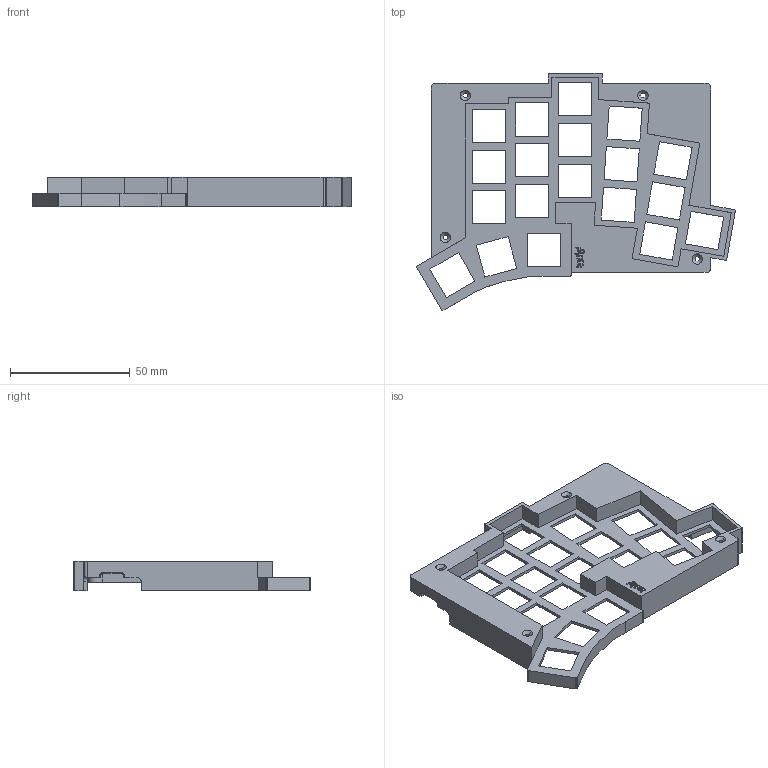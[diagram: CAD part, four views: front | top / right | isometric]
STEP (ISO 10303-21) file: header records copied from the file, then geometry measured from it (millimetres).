
FILE_DESCRIPTION (( 'STEP AP214' ), '1' );
FILE_NAME ('USB_C_Top_R.STEP', '2024-10-21T11:19:47', ( '' ), ( '' ), 'SwSTEP 2.0', 'SolidWorks 2024', '' );
FILE_SCHEMA (( 'AUTOMOTIVE_DESIGN' ));
Length unit declared in the file: millimetre
Products named in the file (1): USB_C_Top_R
Bounding box: 133.1 x 99.01 x 12.5 mm (x, y, z)
Volume: 18798.6 mm3; surface area: 27392.9 mm2
Topology: 1 solids, 1 shells, 490 faces, 1344 edges, 886 vertices
Faces by surface type: plane 370, cylinder 63, bspline 43, cone 14
Entity records: 15755 total; most frequent: CARTESIAN_POINT 3385, ORIENTED_EDGE 2688, DIRECTION 2279, EDGE_CURVE 1344, LINE 1115, VECTOR 1115, VERTEX_POINT 886, AXIS2_PLACEMENT_3D 582
